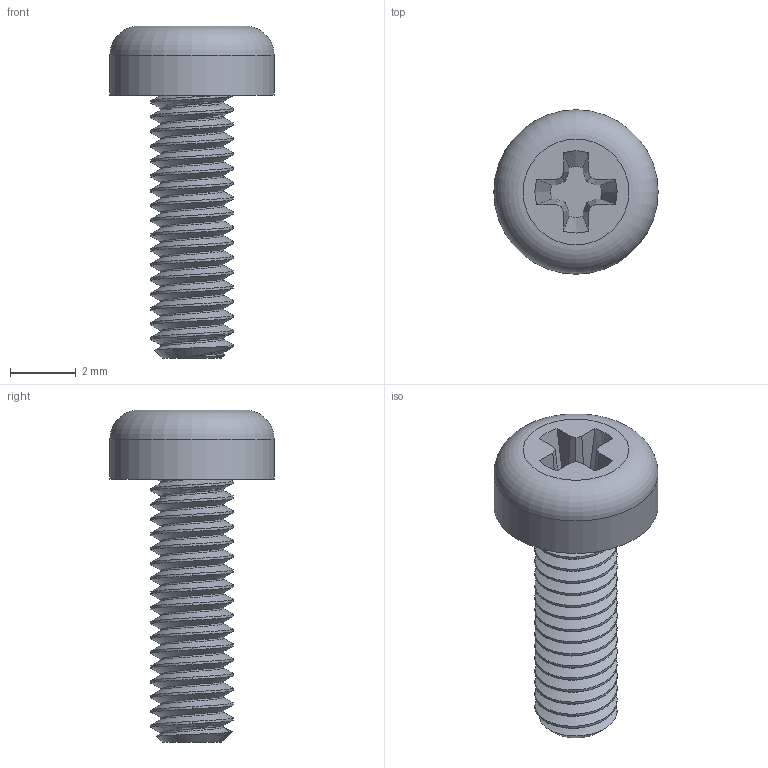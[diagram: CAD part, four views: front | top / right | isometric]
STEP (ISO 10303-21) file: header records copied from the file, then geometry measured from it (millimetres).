
FILE_DESCRIPTION(/* description */ ('STEP AP203'),/* implementation_level */ '2;1');
FILE_NAME(/* name */ 'screws_8mm_m2.5x0.45_ext.stp',/* time_stamp */ '2022-12-09T16:28:15+01:00',/* author */ ('Rik Ubaghs'),/* organization */ (''),/* preprocessor_version */ 'ST-DEVELOPER v18.1',/* originating_system */ 'Autodesk Inventor 2021',/* authorisation */ '');
FILE_SCHEMA (('AUTOMOTIVE_DESIGN { 1 0 10303 214 3 1 1 }'));
Length unit declared in the file: millimetre
Products named in the file (1): Bolts_8mm_M2.5x0.45_ext
Bounding box: 5 x 5 x 10.1 mm (x, y, z)
Volume: 65.9 mm3; surface area: 173.2 mm2
Topology: 1 solids, 1 shells, 48 faces, 136 edges, 92 vertices
Faces by surface type: plane 20, cylinder 19, cone 5, bspline 3, torus 1
Full cylindrical faces by diameter (mm): 2.5 x16, 5 x1
Entity records: 6713 total; most frequent: CARTESIAN_POINT 5514, ORIENTED_EDGE 272, DIRECTION 197, EDGE_CURVE 136, VERTEX_POINT 92, AXIS2_PLACEMENT_3D 67, LINE 63, VECTOR 63
